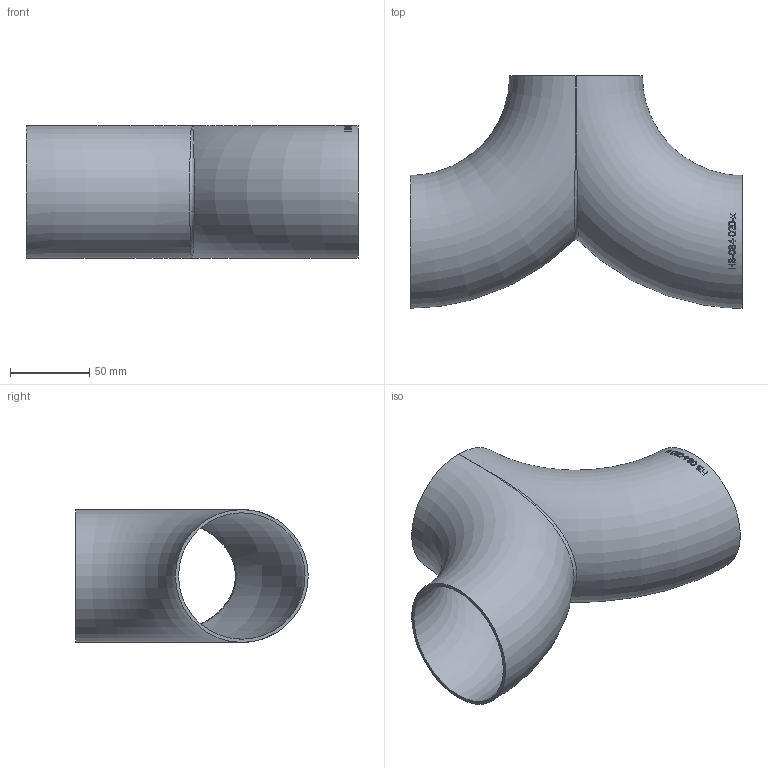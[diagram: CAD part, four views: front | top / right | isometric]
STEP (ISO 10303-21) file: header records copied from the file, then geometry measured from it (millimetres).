
FILE_DESCRIPTION (( 'STEP AP214' ), '1' );
FILE_NAME ('HB-084-020-x Hosenbogen 1909.STEP', '2019-09-17T12:09:41', ( '' ), ( '' ), 'SwSTEP 2.0', 'SolidWorks 2016', '' );
FILE_SCHEMA (( 'AUTOMOTIVE_DESIGN' ));
Length unit declared in the file: millimetre
Products named in the file (1): HB-084-020-x Hosenbogen 1909
Bounding box: 210 x 147 x 84 mm (x, y, z)
Volume: 127771.7 mm3; surface area: 129297.9 mm2
Topology: 1 solids, 1 shells, 152 faces, 391 edges, 256 vertices
Faces by surface type: plane 67, bspline 61, torus 24
Entity records: 10295 total; most frequent: CARTESIAN_POINT 5755, ORIENTED_EDGE 762, EDGE_CURVE 381, DIRECTION 323, VERTEX_POINT 254, B_SPLINE_CURVE_WITH_KNOTS 250, EDGE_LOOP 179, FACE_OUTER_BOUND 156
